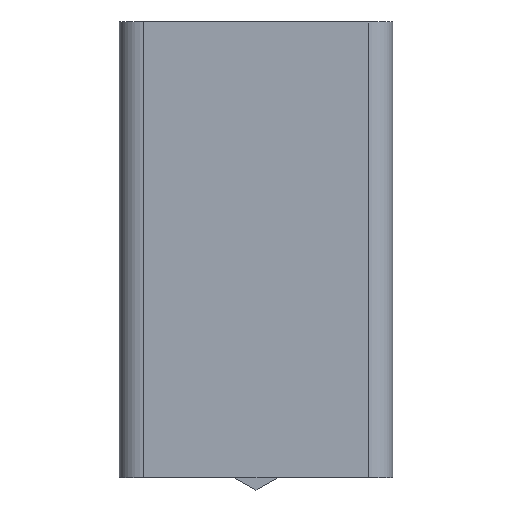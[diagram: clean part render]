
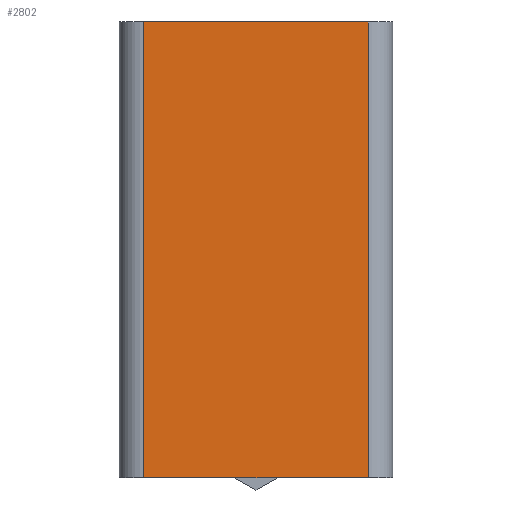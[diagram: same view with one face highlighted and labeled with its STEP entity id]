
A CAD part, left-side view. The second image highlights one B-rep face of the part: STEP entity #2802.
In plain terms, the highlighted planar face has unit normal (-1, 0, 0).
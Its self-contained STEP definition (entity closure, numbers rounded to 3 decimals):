
#30 = LINE ( 'NONE', #1171, #99 ) ;
#99 = VECTOR ( 'NONE', #1459, 1000. ) ;
#149 = CARTESIAN_POINT ( 'NONE',  ( -7.935, -6.34, 0. ) ) ;
#244 = PLANE ( 'NONE',  #2566 ) ;
#245 = CARTESIAN_POINT ( 'NONE',  ( -7.935, -6.34, 25.8 ) ) ;
#279 = ORIENTED_EDGE ( 'NONE', *, *, #1583, .T. ) ;
#386 = VERTEX_POINT ( 'NONE', #1178 ) ;
#416 = DIRECTION ( 'NONE',  ( 0., -1., 0. ) ) ;
#461 = VECTOR ( 'NONE', #416, 1000. ) ;
#725 = DIRECTION ( 'NONE',  ( 0., -1., 0. ) ) ;
#821 = EDGE_CURVE ( 'NONE', #1609, #2029, #30, .T. ) ;
#824 = CARTESIAN_POINT ( 'NONE',  ( -7.935, 6.34, 0. ) ) ;
#945 = ORIENTED_EDGE ( 'NONE', *, *, #2075, .F. ) ;
#972 = EDGE_LOOP ( 'NONE', ( #945, #1539, #1374, #279 ) ) ;
#993 = LINE ( 'NONE', #2062, #2178 ) ;
#1127 = VERTEX_POINT ( 'NONE', #149 ) ;
#1132 = DIRECTION ( 'NONE',  ( 1., 0., 0. ) ) ;
#1171 = CARTESIAN_POINT ( 'NONE',  ( -7.935, 6.34, 25.8 ) ) ;
#1178 = CARTESIAN_POINT ( 'NONE',  ( -7.935, -6.34, 25.8 ) ) ;
#1280 = FACE_OUTER_BOUND ( 'NONE', #972, .T. ) ;
#1374 = ORIENTED_EDGE ( 'NONE', *, *, #2655, .T. ) ;
#1459 = DIRECTION ( 'NONE',  ( 0., 0., -1. ) ) ;
#1539 = ORIENTED_EDGE ( 'NONE', *, *, #821, .T. ) ;
#1566 = DIRECTION ( 'NONE',  ( 0., 0., 1. ) ) ;
#1583 = EDGE_CURVE ( 'NONE', #1127, #386, #2322, .T. ) ;
#1605 = CARTESIAN_POINT ( 'NONE',  ( -7.935, 6.34, 25.8 ) ) ;
#1609 = VERTEX_POINT ( 'NONE', #1605 ) ;
#1749 = CARTESIAN_POINT ( 'NONE',  ( -7.935, 7.74, 0. ) ) ;
#2010 = CARTESIAN_POINT ( 'NONE',  ( -7.935, 7.74, 25.8 ) ) ;
#2029 = VERTEX_POINT ( 'NONE', #824 ) ;
#2062 = CARTESIAN_POINT ( 'NONE',  ( -7.935, 7.74, 25.8 ) ) ;
#2075 = EDGE_CURVE ( 'NONE', #1609, #386, #993, .T. ) ;
#2178 = VECTOR ( 'NONE', #725, 1000. ) ;
#2322 = LINE ( 'NONE', #245, #2815 ) ;
#2350 = LINE ( 'NONE', #1749, #461 ) ;
#2566 = AXIS2_PLACEMENT_3D ( 'NONE', #2010, #1132, #2653 ) ;
#2653 = DIRECTION ( 'NONE',  ( 0., 1., 0. ) ) ;
#2655 = EDGE_CURVE ( 'NONE', #2029, #1127, #2350, .T. ) ;
#2802 = ADVANCED_FACE ( 'NONE', ( #1280 ), #244, .F. ) ;
#2815 = VECTOR ( 'NONE', #1566, 1000. ) ;
